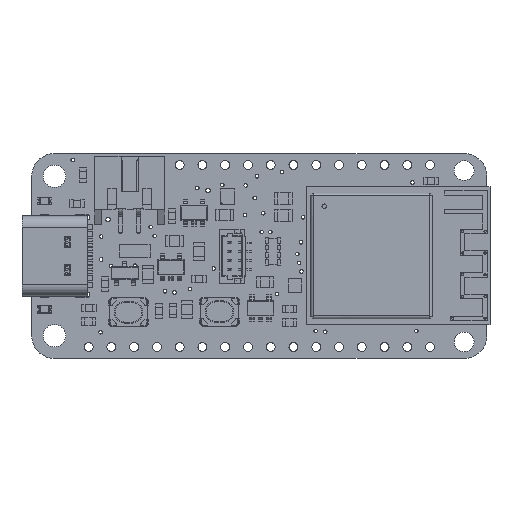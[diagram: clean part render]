
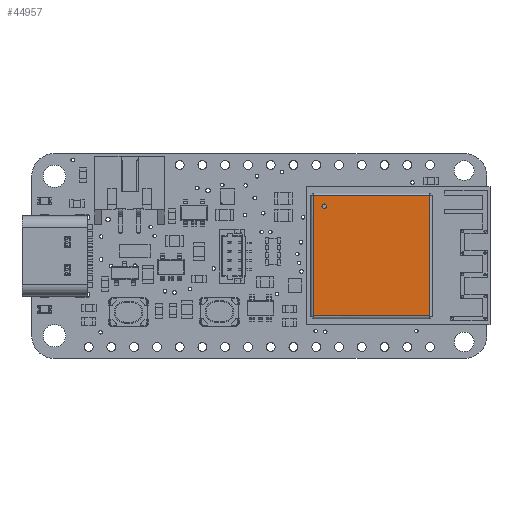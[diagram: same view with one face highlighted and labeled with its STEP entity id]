
A CAD part, top view. The second image highlights one B-rep face of the part: STEP entity #44957.
In plain terms, the highlighted planar face has unit normal (0, 0, 1).
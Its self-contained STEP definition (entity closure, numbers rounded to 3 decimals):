
#834=FACE_BOUND('',#6668,.T.);
#1626=CIRCLE('',#48561,0.25);
#3770=FACE_OUTER_BOUND('',#6667,.T.);
#6667=EDGE_LOOP('',(#35917,#35918,#35919,#35920));
#6668=EDGE_LOOP('',(#35921));
#10803=LINE('',#70060,#15991);
#10804=LINE('',#70062,#15992);
#10805=LINE('',#70064,#15993);
#10806=LINE('',#70065,#15994);
#15991=VECTOR('',#57340,1000.);
#15992=VECTOR('',#57341,1000.);
#15993=VECTOR('',#57342,1000.);
#15994=VECTOR('',#57343,1000.);
#20603=VERTEX_POINT('',#70045);
#20608=VERTEX_POINT('',#70058);
#20609=VERTEX_POINT('',#70059);
#20610=VERTEX_POINT('',#70061);
#20611=VERTEX_POINT('',#70063);
#25960=EDGE_CURVE('',#20603,#20603,#1626,.T.);
#25965=EDGE_CURVE('',#20608,#20609,#10803,.T.);
#25966=EDGE_CURVE('',#20609,#20610,#10804,.T.);
#25967=EDGE_CURVE('',#20610,#20611,#10805,.T.);
#25968=EDGE_CURVE('',#20611,#20608,#10806,.T.);
#35917=ORIENTED_EDGE('',*,*,#25965,.T.);
#35918=ORIENTED_EDGE('',*,*,#25966,.T.);
#35919=ORIENTED_EDGE('',*,*,#25967,.T.);
#35920=ORIENTED_EDGE('',*,*,#25968,.T.);
#35921=ORIENTED_EDGE('',*,*,#25960,.F.);
#41761=PLANE('',#48563);
#44957=ADVANCED_FACE('',(#3770,#834),#41761,.T.);
#48561=AXIS2_PLACEMENT_3D('',#70047,#57330,#57331);
#48563=AXIS2_PLACEMENT_3D('',#70057,#57338,#57339);
#57330=DIRECTION('center_axis',(0.,0.,1.));
#57331=DIRECTION('ref_axis',(0.,-1.,0.));
#57338=DIRECTION('center_axis',(0.,0.,1.));
#57339=DIRECTION('ref_axis',(0.,-1.,0.));
#57340=DIRECTION('',(0.,1.,0.));
#57341=DIRECTION('',(-1.,0.,0.));
#57342=DIRECTION('',(0.,-1.,0.));
#57343=DIRECTION('',(1.,0.,0.));
#70045=CARTESIAN_POINT('',(-5.55,-7.75,2.55));
#70047=CARTESIAN_POINT('Origin',(-5.55,-8.,2.55));
#70057=CARTESIAN_POINT('Origin',(0.,0.25,
2.55));
#70058=CARTESIAN_POINT('',(6.7,-9.2,2.55));
#70059=CARTESIAN_POINT('',(6.7,3.75,2.55));
#70060=CARTESIAN_POINT('',(6.7,-9.293,2.55));
#70061=CARTESIAN_POINT('',(-6.7,3.75,2.55));
#70062=CARTESIAN_POINT('',(6.793,3.75,2.55));
#70063=CARTESIAN_POINT('',(-6.7,-9.2,2.55));
#70064=CARTESIAN_POINT('',(-6.7,3.843,2.55));
#70065=CARTESIAN_POINT('',(-6.793,-9.2,2.55));
